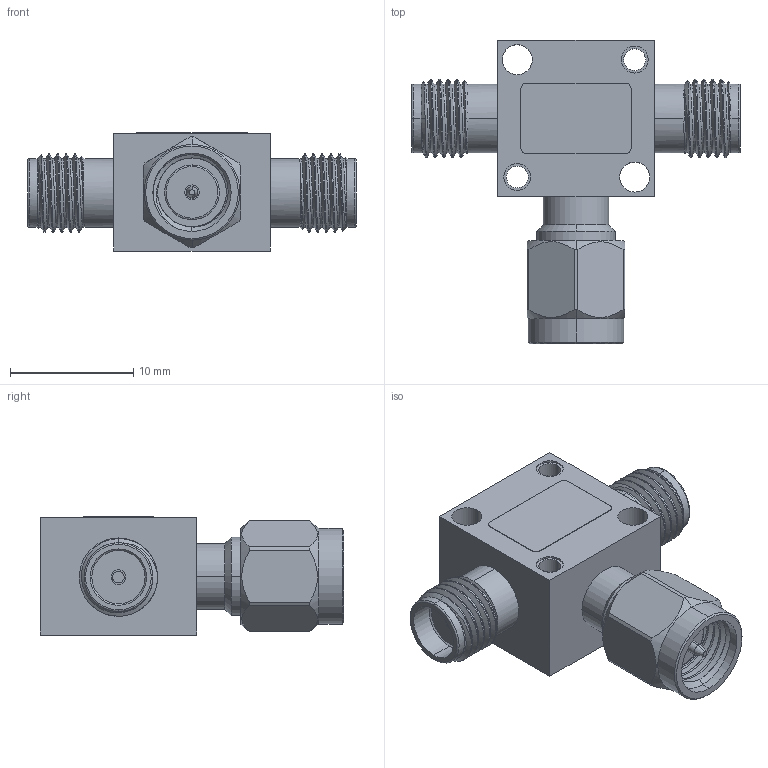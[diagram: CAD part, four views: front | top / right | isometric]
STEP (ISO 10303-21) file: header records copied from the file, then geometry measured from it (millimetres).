
FILE_DESCRIPTION (( 'STEP AP203' ), '1' );
FILE_NAME ('PE2082.step', '2018-10-25T18:33:52', ( '' ), ( '' ), 'SwSTEP 2.0', 'SolidWorks 2017', '' );
FILE_SCHEMA (( 'CONFIG_CONTROL_DESIGN' ));
Length unit declared in the file: inch
Products named in the file (1): PE2082
Bounding box: 26.67 x 24.64 x 9.58 mm (x, y, z)
Volume: 2118.9 mm3; surface area: 1954.7 mm2
Topology: 1 solids, 2 shells, 176 faces, 425 edges, 272 vertices
Faces by surface type: cylinder 95, plane 37, cone 29, bspline 11, torus 4
Entity records: 9363 total; most frequent: CARTESIAN_POINT 5371, ORIENTED_EDGE 850, DIRECTION 783, EDGE_CURVE 425, AXIS2_PLACEMENT_3D 318, VERTEX_POINT 272, EDGE_LOOP 203, FACE_OUTER_BOUND 176
